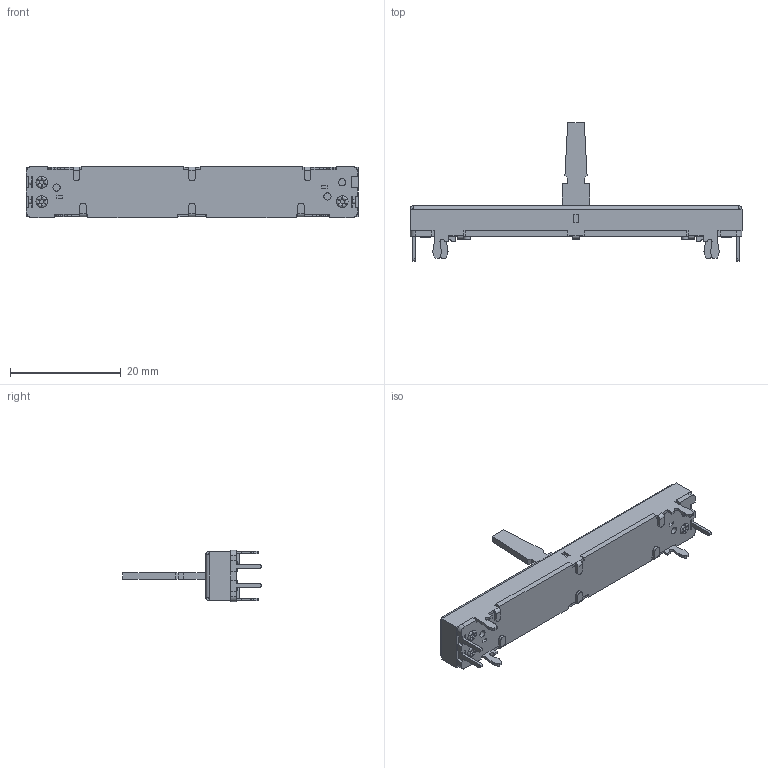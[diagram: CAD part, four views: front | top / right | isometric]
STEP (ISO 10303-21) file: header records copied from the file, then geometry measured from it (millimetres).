
FILE_DESCRIPTION(('STEP AP242'),'1');
FILE_NAME('pta4543-2015dpb103.stp','2019-05-18T09:09:57',('TraceParts'),('TraceParts S.A.'),'Spatial InterOp 3D',' ',' ');
FILE_SCHEMA(('AP242_MANAGED_MODEL_BASED_3D_ENGINEERING_MIM_LF {1 0 10303 442 1 1 4}'));
Length unit declared in the file: millimetre
Products named in the file (1): pta4543-2015dpb103
Bounding box: 60 x 25 x 9.3 mm (x, y, z)
Volume: 2898.7 mm3; surface area: 3884.6 mm2
Topology: 1 solids, 1 shells, 397 faces, 1142 edges, 721 vertices
Faces by surface type: plane 282, cylinder 99, torus 16
Entity records: 13512 total; most frequent: CARTESIAN_POINT 2908, ORIENTED_EDGE 2284, DIRECTION 2133, EDGE_CURVE 1142, LINE 841, VECTOR 841, VERTEX_POINT 721, AXIS2_PLACEMENT_3D 646
